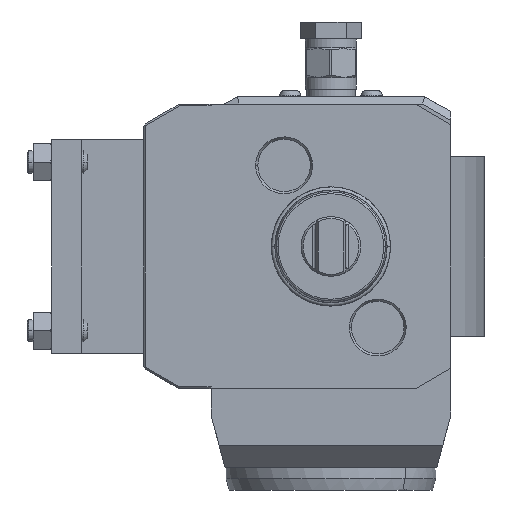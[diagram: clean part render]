
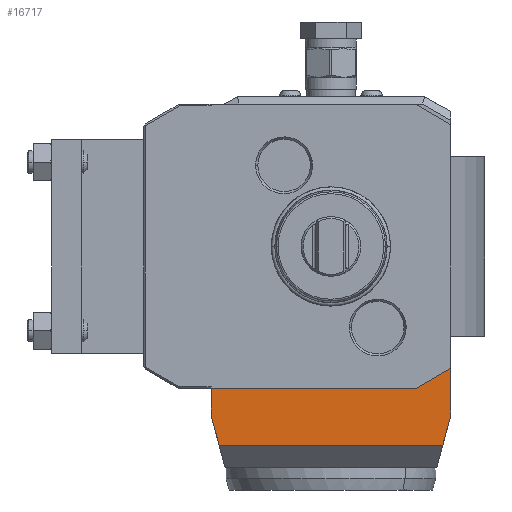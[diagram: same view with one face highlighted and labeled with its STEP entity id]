
A CAD part, front view. The second image highlights one B-rep face of the part: STEP entity #16717.
In plain terms, the highlighted planar face has unit normal (0, -1, 0).
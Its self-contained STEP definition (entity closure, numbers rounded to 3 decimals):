
#3394=DIRECTION('',(0.,0.,1.));
#3395=VECTOR('',#3394,7.);
#3396=CARTESIAN_POINT('',(-32.,-70.,-45.));
#3397=LINE('',#3396,#3395);
#4686=DIRECTION('',(0.259,0.,-0.966));
#4687=VECTOR('',#4686,8.282);
#4688=CARTESIAN_POINT('',(-32.,-70.,-45.));
#4689=LINE('',#4688,#4687);
#4704=DIRECTION('',(0.,0.,-1.));
#4705=VECTOR('',#4704,12.485);
#4706=CARTESIAN_POINT('',(32.,-70.,-32.515));
#4707=LINE('',#4706,#4705);
#4708=DIRECTION('',(-1.,0.,0.));
#4709=VECTOR('',#4708,59.713);
#4710=CARTESIAN_POINT('',(29.856,-70.,-53.));
#4711=LINE('',#4710,#4709);
#4712=DIRECTION('',(1.,0.,0.));
#4713=VECTOR('',#4712,54.5);
#4714=CARTESIAN_POINT('',(-32.,-70.,-38.));
#4715=LINE('',#4714,#4713);
#4720=DIRECTION('',(-0.866,0.,-0.5));
#4721=VECTOR('',#4720,10.97);
#4722=CARTESIAN_POINT('',(32.,-70.,-32.515));
#4723=LINE('',#4722,#4721);
#4724=DIRECTION('',(-0.259,0.,-0.966));
#4725=VECTOR('',#4724,8.282);
#4726=CARTESIAN_POINT('',(32.,-70.,-45.));
#4727=LINE('',#4726,#4725);
#12615=CARTESIAN_POINT('',(-32.,-70.,-45.));
#12616=CARTESIAN_POINT('',(-29.856,-70.,-53.));
#12617=VERTEX_POINT('',#12615);
#12618=VERTEX_POINT('',#12616);
#12619=CARTESIAN_POINT('',(32.,-70.,-45.));
#12620=CARTESIAN_POINT('',(29.856,-70.,-53.));
#12621=VERTEX_POINT('',#12619);
#12622=VERTEX_POINT('',#12620);
#12627=CARTESIAN_POINT('',(32.,-70.,-32.515));
#12628=VERTEX_POINT('',#12627);
#12824=CARTESIAN_POINT('',(-32.,-70.,-38.));
#12825=VERTEX_POINT('',#12824);
#12840=CARTESIAN_POINT('',(22.5,-70.,-38.));
#12841=VERTEX_POINT('',#12840);
#16700=CARTESIAN_POINT('',(32.,-70.,-59.));
#16701=DIRECTION('',(0.,1.,0.));
#16702=DIRECTION('',(0.,0.,1.));
#16703=AXIS2_PLACEMENT_3D('',#16700,#16701,#16702);
#16704=PLANE('',#16703);
#16706=ORIENTED_EDGE('',*,*,#16705,.F.);
#16707=ORIENTED_EDGE('',*,*,#16050,.T.);
#16709=ORIENTED_EDGE('',*,*,#16708,.T.);
#16711=ORIENTED_EDGE('',*,*,#16710,.T.);
#16712=ORIENTED_EDGE('',*,*,#16690,.F.);
#16713=ORIENTED_EDGE('',*,*,#15688,.T.);
#16714=ORIENTED_EDGE('',*,*,#15734,.T.);
#16715=EDGE_LOOP('',(#16706,#16707,#16709,#16711,#16712,#16713,#16714));
#16716=FACE_OUTER_BOUND('',#16715,.F.);
#15688=EDGE_CURVE('',#12617,#12825,#3397,.T.);
#15734=EDGE_CURVE('',#12825,#12841,#4715,.T.);
#16050=EDGE_CURVE('',#12628,#12621,#4707,.T.);
#16690=EDGE_CURVE('',#12617,#12618,#4689,.T.);
#16705=EDGE_CURVE('',#12628,#12841,#4723,.T.);
#16708=EDGE_CURVE('',#12621,#12622,#4727,.T.);
#16710=EDGE_CURVE('',#12622,#12618,#4711,.T.);
#16717=ADVANCED_FACE('',(#16716),#16704,.F.);
